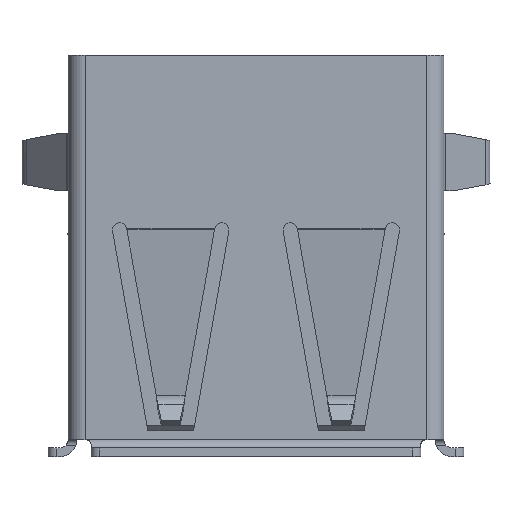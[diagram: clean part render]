
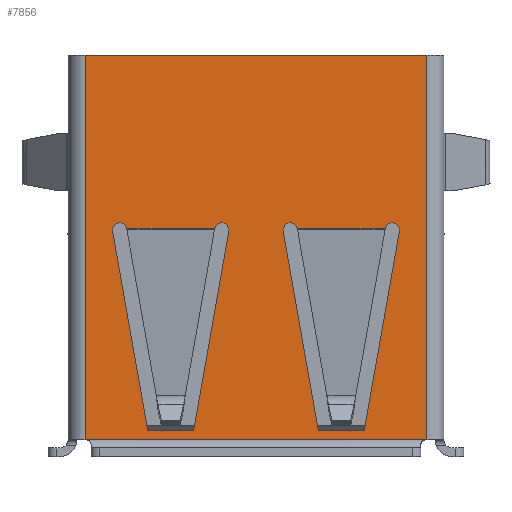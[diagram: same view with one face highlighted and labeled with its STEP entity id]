
A CAD part, top view. The second image highlights one B-rep face of the part: STEP entity #7856.
In plain terms, the highlighted planar face has unit normal (0, 0, 1).
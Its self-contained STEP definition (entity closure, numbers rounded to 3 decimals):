
#158=FACE_BOUND('',#1289,.T.);
#159=FACE_BOUND('',#1290,.T.);
#449=PLANE('',#8404);
#811=FACE_OUTER_BOUND('',#1288,.T.);
#1288=EDGE_LOOP('',(#6678,#6679,#6680,#6681));
#1289=EDGE_LOOP('',(#6682,#6683,#6684,#6685,#6686,#6687));
#1290=EDGE_LOOP('',(#6688,#6689,#6690,#6691,#6692,#6693));
#2111=LINE('',#12672,#2980);
#2117=LINE('',#12709,#2986);
#2118=LINE('',#12711,#2987);
#2119=LINE('',#12713,#2988);
#2120=LINE('',#12714,#2989);
#2121=LINE('',#12717,#2990);
#2122=LINE('',#12721,#2991);
#2123=LINE('',#12723,#2992);
#2124=LINE('',#12725,#2993);
#2125=LINE('',#12730,#2994);
#2126=LINE('',#12732,#2995);
#2127=LINE('',#12734,#2996);
#2980=VECTOR('',#10062,3.068);
#2986=VECTOR('',#10072,11.9);
#2987=VECTOR('',#10073,13.4);
#2988=VECTOR('',#10074,11.9);
#2989=VECTOR('',#10075,13.4);
#2990=VECTOR('',#10076,3.068);
#2991=VECTOR('',#10079,7.064);
#2992=VECTOR('',#10080,1.6);
#2993=VECTOR('',#10081,7.064);
#2994=VECTOR('',#10086,7.064);
#2995=VECTOR('',#10087,1.6);
#2996=VECTOR('',#10088,7.064);
#3311=CIRCLE('',#8405,0.25);
#3312=CIRCLE('',#8406,0.25);
#3313=CIRCLE('',#8407,0.25);
#3314=CIRCLE('',#8408,0.25);
#3895=VERTEX_POINT('',#12666);
#3896=VERTEX_POINT('',#12671);
#3900=VERTEX_POINT('',#12707);
#3901=VERTEX_POINT('',#12708);
#3902=VERTEX_POINT('',#12710);
#3903=VERTEX_POINT('',#12712);
#3904=VERTEX_POINT('',#12715);
#3905=VERTEX_POINT('',#12716);
#3906=VERTEX_POINT('',#12718);
#3907=VERTEX_POINT('',#12720);
#3908=VERTEX_POINT('',#12722);
#3909=VERTEX_POINT('',#12724);
#3910=VERTEX_POINT('',#12727);
#3911=VERTEX_POINT('',#12729);
#3912=VERTEX_POINT('',#12731);
#3913=VERTEX_POINT('',#12733);
#4875=EDGE_CURVE('',#3895,#3896,#2111,.T.);
#4883=EDGE_CURVE('',#3900,#3901,#2117,.T.);
#4884=EDGE_CURVE('',#3902,#3901,#2118,.T.);
#4885=EDGE_CURVE('',#3903,#3902,#2119,.T.);
#4886=EDGE_CURVE('',#3903,#3900,#2120,.T.);
#4887=EDGE_CURVE('',#3904,#3905,#2121,.T.);
#4888=EDGE_CURVE('',#3904,#3906,#3311,.T.);
#4889=EDGE_CURVE('',#3906,#3907,#2122,.T.);
#4890=EDGE_CURVE('',#3907,#3908,#2123,.T.);
#4891=EDGE_CURVE('',#3908,#3909,#2124,.T.);
#4892=EDGE_CURVE('',#3909,#3905,#3312,.T.);
#4893=EDGE_CURVE('',#3895,#3910,#3313,.T.);
#4894=EDGE_CURVE('',#3910,#3911,#2125,.T.);
#4895=EDGE_CURVE('',#3911,#3912,#2126,.T.);
#4896=EDGE_CURVE('',#3912,#3913,#2127,.T.);
#4897=EDGE_CURVE('',#3913,#3896,#3314,.T.);
#6678=ORIENTED_EDGE('',*,*,#4883,.T.);
#6679=ORIENTED_EDGE('',*,*,#4884,.F.);
#6680=ORIENTED_EDGE('',*,*,#4885,.F.);
#6681=ORIENTED_EDGE('',*,*,#4886,.T.);
#6682=ORIENTED_EDGE('',*,*,#4887,.F.);
#6683=ORIENTED_EDGE('',*,*,#4888,.T.);
#6684=ORIENTED_EDGE('',*,*,#4889,.T.);
#6685=ORIENTED_EDGE('',*,*,#4890,.T.);
#6686=ORIENTED_EDGE('',*,*,#4891,.T.);
#6687=ORIENTED_EDGE('',*,*,#4892,.T.);
#6688=ORIENTED_EDGE('',*,*,#4875,.F.);
#6689=ORIENTED_EDGE('',*,*,#4893,.T.);
#6690=ORIENTED_EDGE('',*,*,#4894,.T.);
#6691=ORIENTED_EDGE('',*,*,#4895,.T.);
#6692=ORIENTED_EDGE('',*,*,#4896,.T.);
#6693=ORIENTED_EDGE('',*,*,#4897,.T.);
#7856=ADVANCED_FACE('',(#811,#158,#159),#449,.T.);
#8404=AXIS2_PLACEMENT_3D('',#12706,#10070,#10071);
#8405=AXIS2_PLACEMENT_3D('',#12719,#10077,#10078);
#8406=AXIS2_PLACEMENT_3D('',#12726,#10082,#10083);
#8407=AXIS2_PLACEMENT_3D('',#12728,#10084,#10085);
#8408=AXIS2_PLACEMENT_3D('',#12735,#10089,#10090);
#10062=DIRECTION('',(-1.,0.,0.));
#10070=DIRECTION('center_axis',(0.,0.,1.));
#10071=DIRECTION('ref_axis',(-1.,0.,0.));
#10072=DIRECTION('',(1.,0.,0.));
#10073=DIRECTION('',(0.,-1.,0.));
#10074=DIRECTION('',(1.,0.,0.));
#10075=DIRECTION('',(0.,-1.,0.));
#10076=DIRECTION('',(-1.,0.,0.));
#10077=DIRECTION('center_axis',(0.,0.,-1.));
#10078=DIRECTION('ref_axis',(0.985,-0.174,0.));
#10079=DIRECTION('',(-0.174,-0.985,0.));
#10080=DIRECTION('',(-1.,0.,0.));
#10081=DIRECTION('',(-0.174,0.985,0.));
#10082=DIRECTION('center_axis',(0.,0.,-1.));
#10083=DIRECTION('ref_axis',(0.985,0.174,0.));
#10084=DIRECTION('center_axis',(0.,0.,-1.));
#10085=DIRECTION('ref_axis',(0.985,-0.174,0.));
#10086=DIRECTION('',(-0.174,-0.985,0.));
#10087=DIRECTION('',(-1.,0.,0.));
#10088=DIRECTION('',(-0.174,0.985,0.));
#10089=DIRECTION('center_axis',(0.,0.,-1.));
#10090=DIRECTION('ref_axis',(0.985,0.174,0.));
#12666=CARTESIAN_POINT('',(4.509,-2.337,6.99));
#12671=CARTESIAN_POINT('',(1.441,-2.337,6.99));
#12672=CARTESIAN_POINT('',(2.975,-2.337,6.99));
#12706=CARTESIAN_POINT('Origin',(5.95,0.,6.99));
#12707=CARTESIAN_POINT('',(-5.95,-9.68,6.99));
#12708=CARTESIAN_POINT('',(5.95,-9.68,6.99));
#12709=CARTESIAN_POINT('',(-0.525,-9.68,6.99));
#12710=CARTESIAN_POINT('',(5.95,3.72,6.99));
#12711=CARTESIAN_POINT('',(5.95,0.,6.99));
#12712=CARTESIAN_POINT('',(-5.95,3.72,6.99));
#12713=CARTESIAN_POINT('',(5.95,3.72,6.99));
#12714=CARTESIAN_POINT('',(-5.95,0.,6.99));
#12715=CARTESIAN_POINT('',(-1.441,-2.337,6.99));
#12716=CARTESIAN_POINT('',(-4.509,-2.337,6.99));
#12717=CARTESIAN_POINT('',(2.975,-2.337,6.99));
#12718=CARTESIAN_POINT('',(-0.948,-2.423,6.99));
#12719=CARTESIAN_POINT('Origin',(-1.195,-2.38,6.99));
#12720=CARTESIAN_POINT('',(-2.175,-9.38,6.99));
#12721=CARTESIAN_POINT('',(-0.637,-0.658,6.99));
#12722=CARTESIAN_POINT('',(-3.775,-9.38,6.99));
#12723=CARTESIAN_POINT('',(1.888,-9.38,6.99));
#12724=CARTESIAN_POINT('',(-5.002,-2.423,6.99));
#12725=CARTESIAN_POINT('',(-4.43,-5.663,6.99));
#12726=CARTESIAN_POINT('Origin',(-4.755,-2.38,6.99));
#12727=CARTESIAN_POINT('',(5.002,-2.423,6.99));
#12728=CARTESIAN_POINT('Origin',(4.755,-2.38,6.99));
#12729=CARTESIAN_POINT('',(3.775,-9.38,6.99));
#12730=CARTESIAN_POINT('',(5.223,-1.167,6.99));
#12731=CARTESIAN_POINT('',(2.175,-9.38,6.99));
#12732=CARTESIAN_POINT('',(4.863,-9.38,6.99));
#12733=CARTESIAN_POINT('',(0.948,-2.423,6.99));
#12734=CARTESIAN_POINT('',(1.43,-5.154,6.99));
#12735=CARTESIAN_POINT('Origin',(1.195,-2.38,6.99));
